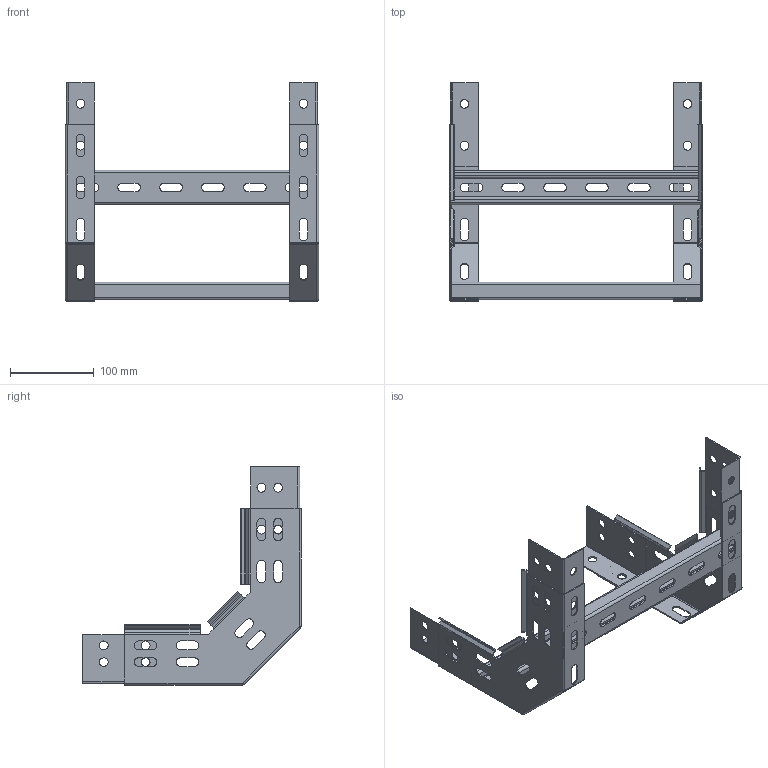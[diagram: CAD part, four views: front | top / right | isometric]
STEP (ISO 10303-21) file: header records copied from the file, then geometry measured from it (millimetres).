
FILE_DESCRIPTION (( 'STEP AP203' ), '1' );
FILE_NAME ('砐噁樦 90 300 擤.STEP', '2025-05-20T13:15:01', ( '' ), ( '' ), 'SwSTEP 2.0', 'SolidWorks 2022', '' );
FILE_SCHEMA (( 'CONFIG_CONTROL_DESIGN' ));
Length unit declared in the file: millimetre
Products named in the file (4): Стенка 90 вверх; Подъем 90 300 мм; Соединитель Н50; С-профиль стальной 300мм
Assembly tree (8 placements, depth 2):
  Подъем 90 300 мм
    Стенка 90 вверх  x2
    С-профиль стальной 300мм  x2
    Соединитель Н50  x4
Bounding box: 303 x 260.77 x 260.77 mm (x, y, z)
Volume: 266892 mm3; surface area: 330843.5 mm2
Topology: 8 solids, 8 shells, 594 faces, 1462 edges, 884 vertices
Faces by surface type: plane 352, cylinder 234, bspline 8
Entity records: 8729 total; most frequent: CARTESIAN_POINT 1563, DIRECTION 1413, ORIENTED_EDGE 1334, EDGE_CURVE 667, AXIS2_PLACEMENT_3D 476, VECTOR 461, LINE 461, VERTEX_POINT 402
